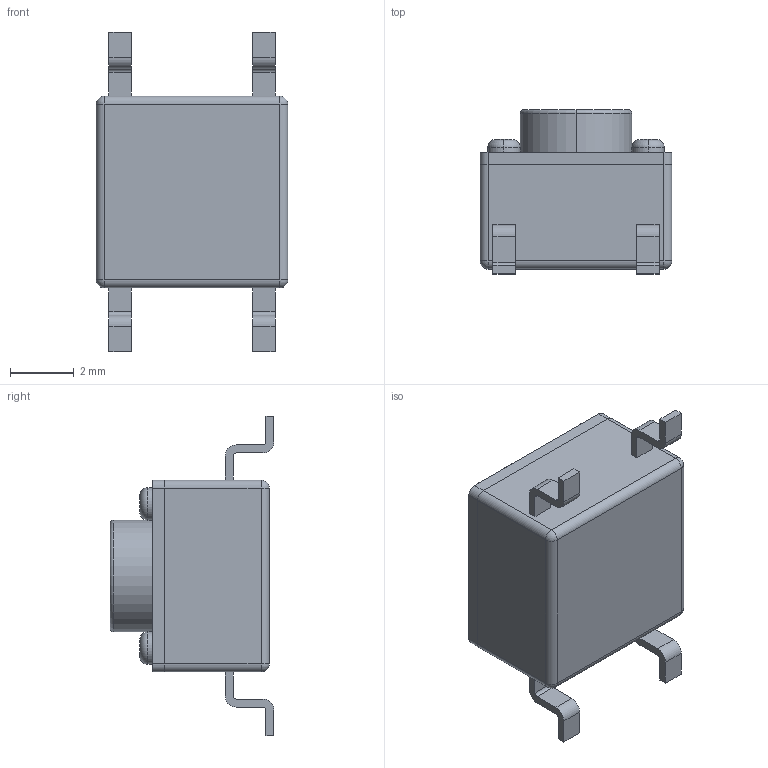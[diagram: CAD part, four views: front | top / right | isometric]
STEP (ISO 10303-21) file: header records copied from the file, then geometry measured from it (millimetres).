
FILE_DESCRIPTION (( 'STEP AP214' ), '1' );
FILE_NAME ('FSM4JSMA_V2.STEP', '2022-01-05T16:28:55', ( '' ), ( '' ), 'SwSTEP 2.0', 'SolidWorks 2018', '' );
FILE_SCHEMA (( 'AUTOMOTIVE_DESIGN' ));
Length unit declared in the file: millimetre
Products named in the file (1): FSM4JSMA_V2
Bounding box: 6 x 5.13 x 10 mm (x, y, z)
Volume: 146.4 mm3; surface area: 282.1 mm2
Topology: 11 solids, 11 shells, 116 faces, 264 edges, 166 vertices
Faces by surface type: plane 62, cylinder 40, torus 10, sphere 4
Entity records: 3356 total; most frequent: DIRECTION 594, CARTESIAN_POINT 543, ORIENTED_EDGE 520, EDGE_CURVE 260, AXIS2_PLACEMENT_3D 217, VERTEX_POINT 166, LINE 160, VECTOR 160
